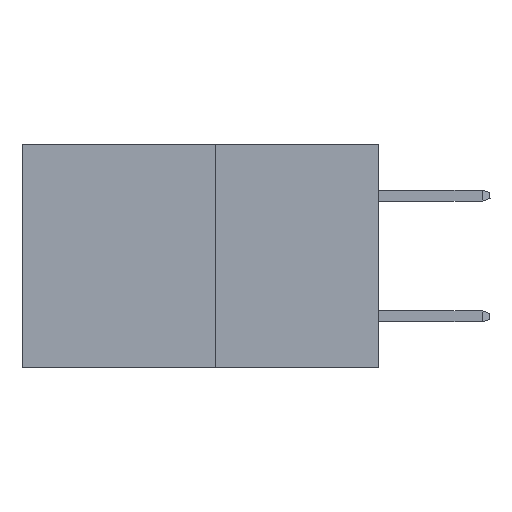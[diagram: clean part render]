
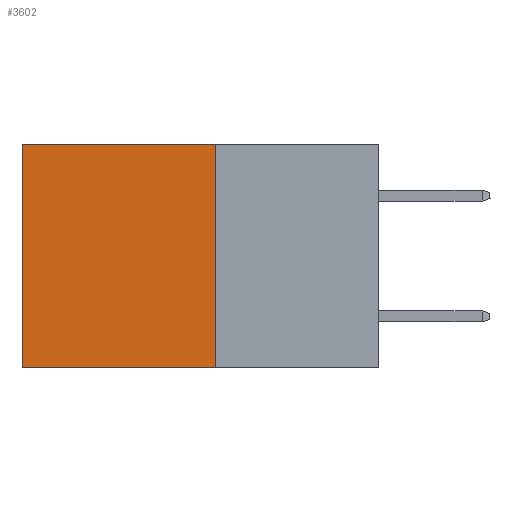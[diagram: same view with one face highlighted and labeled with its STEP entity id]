
A CAD part, left-side view. The second image highlights one B-rep face of the part: STEP entity #3602.
In plain terms, the highlighted planar face has unit normal (-1, 0, 0).
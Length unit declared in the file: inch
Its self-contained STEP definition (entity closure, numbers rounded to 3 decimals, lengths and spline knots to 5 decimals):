
#108 = VERTEX_POINT ( 'NONE', #3820 ) ;
#824 = ORIENTED_EDGE ( 'NONE', *, *, #18793, .T. ) ;
#907 = VECTOR ( 'NONE', #15605, 39.37008 ) ;
#911 = DIRECTION ( 'NONE',  ( 0., 1., 0. ) ) ;
#1791 = DIRECTION ( 'NONE',  ( 0., 1., 0. ) ) ;
#1960 = CARTESIAN_POINT ( 'NONE',  ( 0.277, 0.27, 0. ) ) ;
#2051 = VERTEX_POINT ( 'NONE', #18346 ) ;
#3450 = EDGE_CURVE ( 'NONE', #11663, #14507, #16432, .T. ) ;
#3602 = ADVANCED_FACE ( 'NONE', ( #13166 ), #10166, .F. ) ;
#3820 = CARTESIAN_POINT ( 'NONE',  ( 0.277, 0.27, -0.37 ) ) ;
#5546 = EDGE_CURVE ( 'NONE', #108, #14507, #16273, .T. ) ;
#6467 = LINE ( 'NONE', #1960, #13150 ) ;
#6560 = ORIENTED_EDGE ( 'NONE', *, *, #16600, .F. ) ;
#6924 = EDGE_LOOP ( 'NONE', ( #17261, #13536, #6560, #824 ) ) ;
#9553 = CARTESIAN_POINT ( 'NONE',  ( 0.277, 0.59, 0. ) ) ;
#10166 = PLANE ( 'NONE',  #17017 ) ;
#11437 = CARTESIAN_POINT ( 'NONE',  ( 0.277, 0.27, -0.37 ) ) ;
#11507 = DIRECTION ( 'NONE',  ( 0., 0., -1. ) ) ;
#11663 = VERTEX_POINT ( 'NONE', #9553 ) ;
#12413 = VECTOR ( 'NONE', #911, 39.37008 ) ;
#13010 = CARTESIAN_POINT ( 'NONE',  ( 0.277, 0.59, -0.37 ) ) ;
#13049 = CARTESIAN_POINT ( 'NONE',  ( 0.277, 0.27, -0.37 ) ) ;
#13150 = VECTOR ( 'NONE', #1791, 39.37008 ) ;
#13166 = FACE_OUTER_BOUND ( 'NONE', #6924, .T. ) ;
#13536 = ORIENTED_EDGE ( 'NONE', *, *, #5546, .F. ) ;
#13914 = LINE ( 'NONE', #11437, #17368 ) ;
#14507 = VERTEX_POINT ( 'NONE', #13010 ) ;
#14717 = CARTESIAN_POINT ( 'NONE',  ( 0.277, 0.59, -0.37 ) ) ;
#15605 = DIRECTION ( 'NONE',  ( 0., 0., -1. ) ) ;
#16273 = LINE ( 'NONE', #13049, #12413 ) ;
#16432 = LINE ( 'NONE', #14717, #907 ) ;
#16600 = EDGE_CURVE ( 'NONE', #2051, #108, #13914, .T. ) ;
#16714 = DIRECTION ( 'NONE',  ( 0., 0., -1. ) ) ;
#16868 = DIRECTION ( 'NONE',  ( 1., 0., 0. ) ) ;
#17017 = AXIS2_PLACEMENT_3D ( 'NONE', #17494, #16868, #16714 ) ;
#17261 = ORIENTED_EDGE ( 'NONE', *, *, #3450, .T. ) ;
#17368 = VECTOR ( 'NONE', #11507, 39.37008 ) ;
#17494 = CARTESIAN_POINT ( 'NONE',  ( 0.277, 0.27, -0.37 ) ) ;
#18346 = CARTESIAN_POINT ( 'NONE',  ( 0.277, 0.27, 0. ) ) ;
#18793 = EDGE_CURVE ( 'NONE', #2051, #11663, #6467, .T. ) ;
